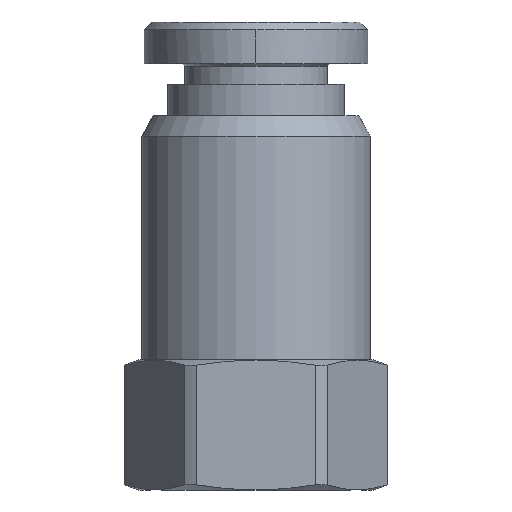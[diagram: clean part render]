
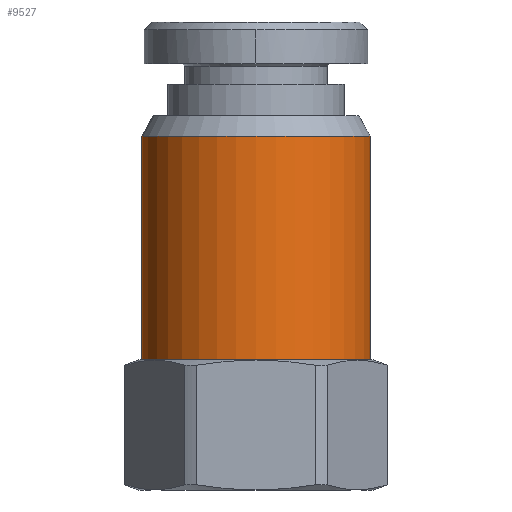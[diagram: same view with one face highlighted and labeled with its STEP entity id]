
A CAD part, left-side view. The second image highlights one B-rep face of the part: STEP entity #9527.
In plain terms, the highlighted cylindrical face has radius 4.4 mm (diameter 8.8 mm), a partial arc.
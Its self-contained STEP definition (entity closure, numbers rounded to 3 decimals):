
#141=CARTESIAN_POINT('',(-4.4,0.0,9.35));
#142=VERTEX_POINT('',#141);
#151=CARTESIAN_POINT('',(4.4,0.,9.35));
#152=VERTEX_POINT('',#151);
#183=CARTESIAN_POINT('',(-4.4,0.0,0.75));
#184=VERTEX_POINT('',#183);
#185=CARTESIAN_POINT('',(-4.4,0.0,0.75));
#186=DIRECTION('',(0.0,0.0,1.0));
#187=VECTOR('',#186,8.6);
#188=LINE('',#185,#187);
#189=EDGE_CURVE('',#184,#142,#188,.T.);
#191=CARTESIAN_POINT('',(4.4,0.,0.75));
#192=VERTEX_POINT('',#191);
#200=CARTESIAN_POINT('',(4.4,0.,9.35));
#201=DIRECTION('',(0.0,0.0,-1.0));
#202=VECTOR('',#201,8.6);
#203=LINE('',#200,#202);
#204=EDGE_CURVE('',#152,#192,#203,.T.);
#9466=CARTESIAN_POINT('',(0.0,0.0,0.75));
#9467=DIRECTION('',(0.0,0.0,1.0));
#9468=DIRECTION('',(-1.0,0.0,0.0));
#9469=AXIS2_PLACEMENT_3D('',#9466,#9467,#9468);
#9470=CIRCLE('',#9469,4.4);
#9471=EDGE_CURVE('',#192,#184,#9470,.T.);
#9510=CARTESIAN_POINT('',(0.0,0.0,5.05));
#9511=DIRECTION('',(0.0,0.0,1.0));
#9512=DIRECTION('',(-1.0,0.0,0.0));
#9513=AXIS2_PLACEMENT_3D('',#9510,#9511,#9512);
#9514=CYLINDRICAL_SURFACE('',#9513,4.4);
#9515=ORIENTED_EDGE('',*,*,#189,.T.);
#9516=CARTESIAN_POINT('',(0.0,0.0,9.35));
#9517=DIRECTION('',(0.0,0.0,1.0));
#9518=DIRECTION('',(-1.0,0.0,0.0));
#9519=AXIS2_PLACEMENT_3D('',#9516,#9517,#9518);
#9520=CIRCLE('',#9519,4.4);
#9521=EDGE_CURVE('',#152,#142,#9520,.T.);
#9522=ORIENTED_EDGE('',*,*,#9521,.F.);
#9523=ORIENTED_EDGE('',*,*,#204,.T.);
#9524=ORIENTED_EDGE('',*,*,#9471,.T.);
#9525=EDGE_LOOP('',(#9515,#9522,#9523,#9524));
#9526=FACE_OUTER_BOUND('',#9525,.T.);
#9527=ADVANCED_FACE('',(#9526),#9514,.T.);
